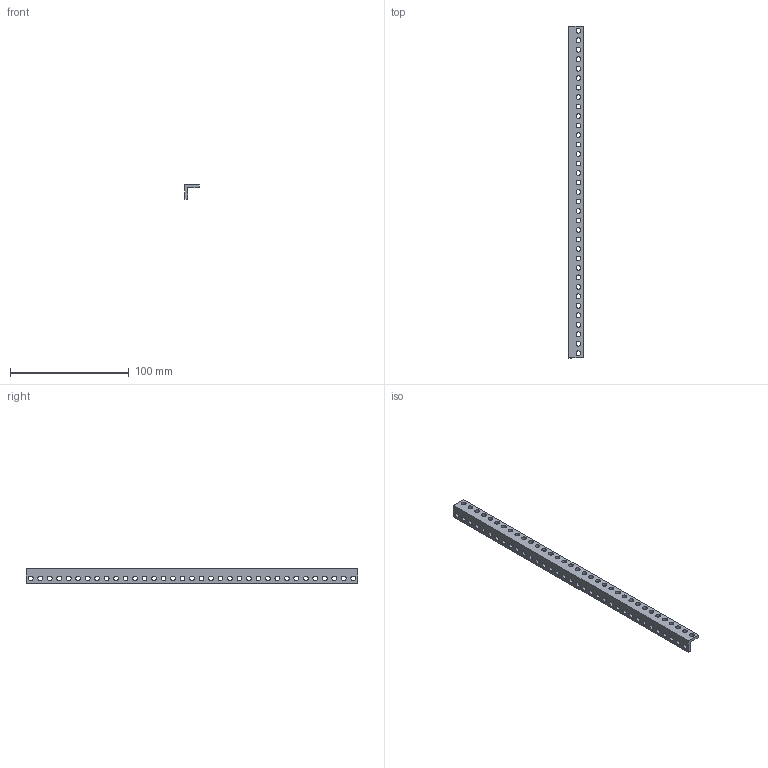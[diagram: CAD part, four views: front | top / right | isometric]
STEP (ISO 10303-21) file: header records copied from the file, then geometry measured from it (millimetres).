
FILE_DESCRIPTION (( 'STEP AP203' ), '1' );
FILE_NAME ('1103-0035-0280.STEP', '2017-03-30T14:28:18', ( '' ), ( '' ), 'SwSTEP 2.0', 'SolidWorks 2016', '' );
FILE_SCHEMA (( 'CONFIG_CONTROL_DESIGN' ));
Length unit declared in the file: millimetre
Products named in the file (1): 1103-0035-0280
Bounding box: 12 x 280 x 12 mm (x, y, z)
Volume: 12850.9 mm3; surface area: 13987.3 mm2
Topology: 1 solids, 1 shells, 148 faces, 438 edges, 292 vertices
Faces by surface type: cylinder 140, plane 8
Entity records: 5479 total; most frequent: DIRECTION 1016, CARTESIAN_POINT 879, ORIENTED_EDGE 876, EDGE_CURVE 438, AXIS2_PLACEMENT_3D 429, VERTEX_POINT 292, EDGE_LOOP 288, CIRCLE 280
